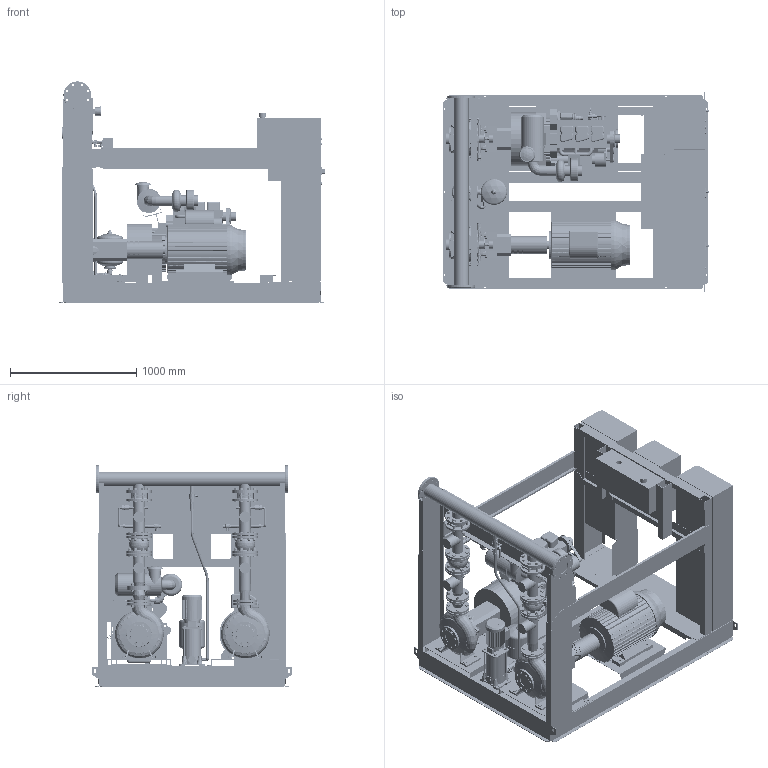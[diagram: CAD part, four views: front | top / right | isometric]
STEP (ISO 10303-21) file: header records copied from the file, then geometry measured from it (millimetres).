
FILE_DESCRIPTION((''),'2;1');
FILE_NAME('3d_Sifire-EN-65_250-240-37_47.7_1.1EDJ-4184030.stp','2015-05-26T08:00:10',(''),(''),'Mechanical Desktop 2009','Mechanical Desktop 2009',', , ');
FILE_SCHEMA(('CONFIG_CONTROL_DESIGN'));
Length unit declared in the file: millimetre
Products named in the file (1): Product
Bounding box: 2105.5 x 1582 x 1750 mm (x, y, z)
Volume: 644509558.7 mm3; surface area: 42226915.2 mm2
Topology: 318 solids, 319 shells, 7829 faces, 18911 edges, 11925 vertices
Faces by surface type: plane 2864, bspline 2229, cylinder 1630, cone 880, torus 189, sphere 37
Entity records: 251712 total; most frequent: CARTESIAN_POINT 79166, ORIENTED_EDGE 37746, DIRECTION 33220, EDGE_CURVE 18873, VERTEX_POINT 11922, AXIS2_PLACEMENT_3D 11700, VECTOR 9820, LINE 9820
